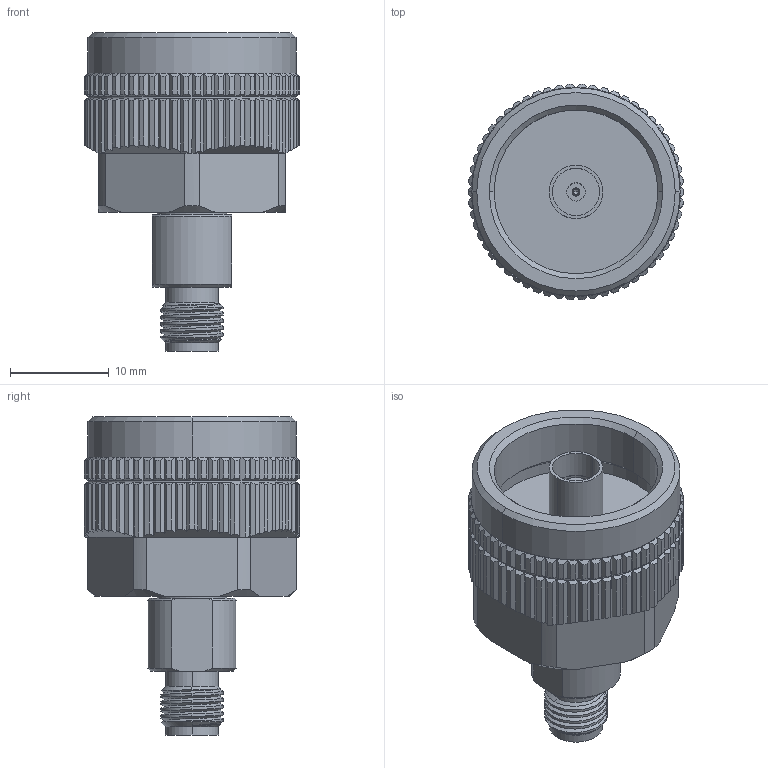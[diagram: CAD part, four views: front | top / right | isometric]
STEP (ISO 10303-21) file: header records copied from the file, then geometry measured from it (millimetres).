
FILE_DESCRIPTION (( 'STEP AP214' ), '1' );
FILE_NAME ('SCT-VFNKF-UB.STEP', '2025-01-22T20:27:46', ( '' ), ( '' ), 'SwSTEP 2.0', 'SolidWorks 2021', '' );
FILE_SCHEMA (( 'AUTOMOTIVE_DESIGN' ));
Length unit declared in the file: inch
Products named in the file (1): SCT-VFNKF-UB
Bounding box: 21.8 x 21.79 x 32.18 mm (x, y, z)
Volume: 5378.8 mm3; surface area: 3176.1 mm2
Topology: 2 solids, 2 shells, 591 faces, 1668 edges, 1092 vertices
Faces by surface type: plane 308, cylinder 179, cone 102, bspline 2
Entity records: 28042 total; most frequent: CARTESIAN_POINT 5674, ORIENTED_EDGE 3324, DIRECTION 2788, EDGE_CURVE 1662, VERTEX_POINT 1092, AXIS2_PLACEMENT_3D 1006, VECTOR 776, LINE 776
